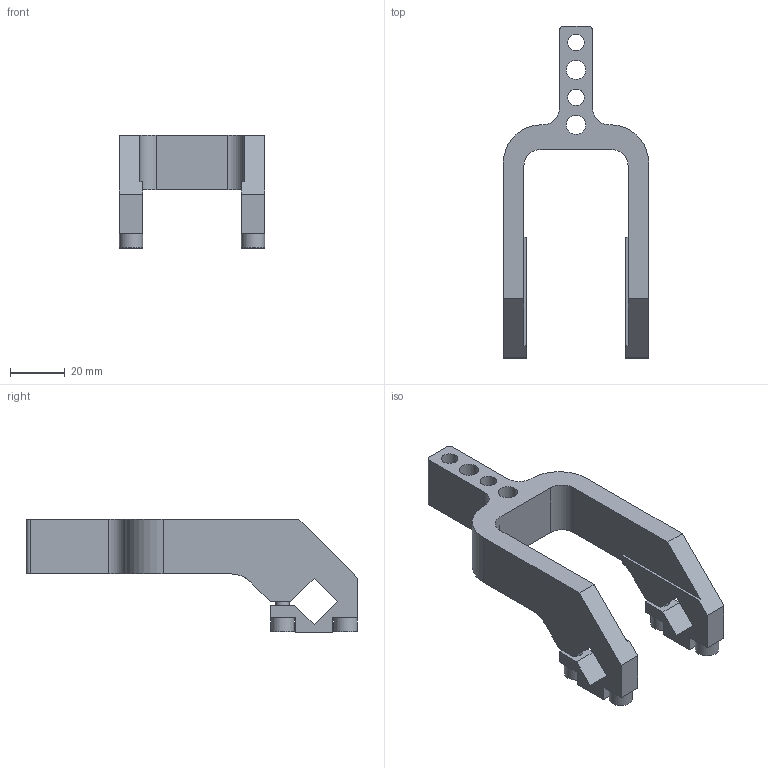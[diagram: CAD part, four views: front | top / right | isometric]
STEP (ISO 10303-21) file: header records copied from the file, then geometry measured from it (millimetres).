
FILE_DESCRIPTION(/* description */ (''),/* implementation_level */ '2;1');
FILE_NAME(/* name */ 'B12043.stp',/* time_stamp */ '2018-10-17T09:18:22+02:00',/* author */ ('donadda1'),/* organization */ ('Pneumax S.p.A.'),/* preprocessor_version */ 'ST-DEVELOPER v17',/* originating_system */ 'Autodesk Inventor 2019',/* authorisation */ '');
FILE_SCHEMA (('AUTOMOTIVE_DESIGN { 1 0 10303 214 3 1 1 }'));
Length unit declared in the file: millimetre
Products named in the file (1): B12043
Bounding box: 53 x 121 x 41.5 mm (x, y, z)
Volume: 43390.3 mm3; surface area: 18044 mm2
Topology: 1 solids, 1 shells, 76 faces, 210 edges, 136 vertices
Faces by surface type: plane 56, cylinder 20
Full cylindrical faces by diameter (mm): 5 x2, 6 x2, 7 x2, 8.5 x4
Entity records: 2467 total; most frequent: CARTESIAN_POINT 423, ORIENTED_EDGE 420, DIRECTION 410, EDGE_CURVE 210, LINE 164, VECTOR 164, VERTEX_POINT 136, AXIS2_PLACEMENT_3D 123
